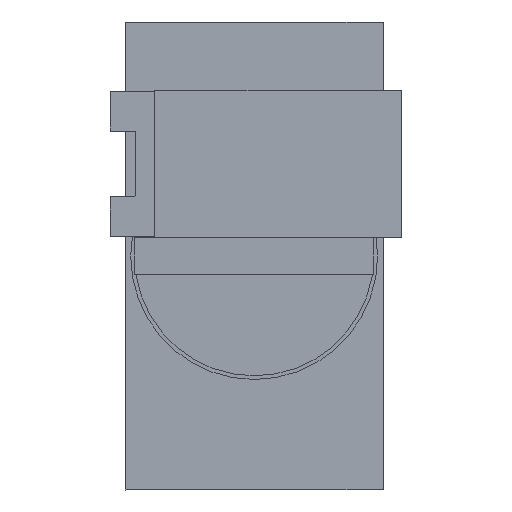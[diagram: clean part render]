
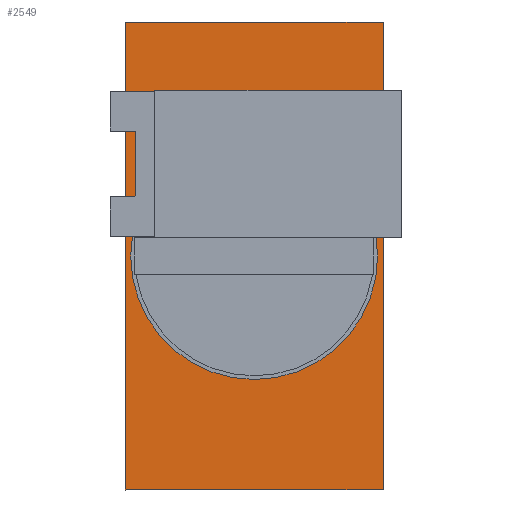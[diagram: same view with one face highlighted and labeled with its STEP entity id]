
A CAD part, left-side view. The second image highlights one B-rep face of the part: STEP entity #2549.
In plain terms, the highlighted face is planar.
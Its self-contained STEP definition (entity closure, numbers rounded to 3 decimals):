
#2102 = VERTEX_POINT('',#2103);
#2103 = CARTESIAN_POINT('',(63.5,40.,
    35.));
#2112 = PLANE('',#2113);
#2113 = AXIS2_PLACEMENT_3D('',#2114,#2115,#2116);
#2114 = CARTESIAN_POINT('',(63.5,11.75,-32.));
#2115 = DIRECTION('',(1.,0.,0.));
#2116 = DIRECTION('',(-0.,1.,0.));
#2124 = PLANE('',#2125);
#2125 = AXIS2_PLACEMENT_3D('',#2126,#2127,#2128);
#2126 = CARTESIAN_POINT('',(52.,40.,35.));
#2127 = DIRECTION('',(0.,0.,-1.));
#2128 = DIRECTION('',(0.,-1.,0.));
#2165 = VERTEX_POINT('',#2166);
#2166 = CARTESIAN_POINT('',(63.5,40.,-35.));
#2180 = PLANE('',#2181);
#2181 = AXIS2_PLACEMENT_3D('',#2182,#2183,#2184);
#2182 = CARTESIAN_POINT('',(52.,0.,-35.));
#2183 = DIRECTION('',(0.,0.,1.));
#2184 = DIRECTION('',(1.,0.,-0.));
#2192 = EDGE_CURVE('',#2165,#2102,#2193,.T.);
#2193 = SURFACE_CURVE('',#2194,(#2198,#2205),.PCURVE_S1.);
#2194 = LINE('',#2195,#2196);
#2195 = CARTESIAN_POINT('',(63.5,40.,-35.));
#2196 = VECTOR('',#2197,1.);
#2197 = DIRECTION('',(0.,0.,1.));
#2198 = PCURVE('',#2112,#2199);
#2199 = DEFINITIONAL_REPRESENTATION('',(#2200),#2204);
#2200 = LINE('',#2201,#2202);
#2201 = CARTESIAN_POINT('',(28.25,-3.));
#2202 = VECTOR('',#2203,1.);
#2203 = DIRECTION('',(0.,1.));
#2204 = ( GEOMETRIC_REPRESENTATION_CONTEXT(2) 
PARAMETRIC_REPRESENTATION_CONTEXT() REPRESENTATION_CONTEXT('2D SPACE',''
  ) );
#2205 = PCURVE('',#2206,#2211);
#2206 = PLANE('',#2207);
#2207 = AXIS2_PLACEMENT_3D('',#2208,#2209,#2210);
#2208 = CARTESIAN_POINT('',(52.,40.,-35.));
#2209 = DIRECTION('',(0.,-1.,0.));
#2210 = DIRECTION('',(0.,0.,-1.));
#2211 = DEFINITIONAL_REPRESENTATION('',(#2212),#2216);
#2212 = LINE('',#2213,#2214);
#2213 = CARTESIAN_POINT('',(0.,11.5));
#2214 = VECTOR('',#2215,1.);
#2215 = DIRECTION('',(-1.,0.));
#2216 = ( GEOMETRIC_REPRESENTATION_CONTEXT(2) 
PARAMETRIC_REPRESENTATION_CONTEXT() REPRESENTATION_CONTEXT('2D SPACE',''
  ) );
#2221 = EDGE_CURVE('',#2222,#2102,#2224,.T.);
#2222 = VERTEX_POINT('',#2223);
#2223 = CARTESIAN_POINT('',(-63.5,40.,
    35.));
#2224 = SURFACE_CURVE('',#2225,(#2229,#2236),.PCURVE_S1.);
#2225 = LINE('',#2226,#2227);
#2226 = CARTESIAN_POINT('',(52.,40.,35.));
#2227 = VECTOR('',#2228,1.);
#2228 = DIRECTION('',(1.,0.,0.));
#2229 = PCURVE('',#2124,#2230);
#2230 = DEFINITIONAL_REPRESENTATION('',(#2231),#2235);
#2231 = LINE('',#2232,#2233);
#2232 = CARTESIAN_POINT('',(0.,-0.));
#2233 = VECTOR('',#2234,1.);
#2234 = DIRECTION('',(0.,-1.));
#2235 = ( GEOMETRIC_REPRESENTATION_CONTEXT(2) 
PARAMETRIC_REPRESENTATION_CONTEXT() REPRESENTATION_CONTEXT('2D SPACE',''
  ) );
#2236 = PCURVE('',#2206,#2237);
#2237 = DEFINITIONAL_REPRESENTATION('',(#2238),#2242);
#2238 = LINE('',#2239,#2240);
#2239 = CARTESIAN_POINT('',(-70.,0.));
#2240 = VECTOR('',#2241,1.);
#2241 = DIRECTION('',(0.,1.));
#2242 = ( GEOMETRIC_REPRESENTATION_CONTEXT(2) 
PARAMETRIC_REPRESENTATION_CONTEXT() REPRESENTATION_CONTEXT('2D SPACE',''
  ) );
#2260 = PLANE('',#2261);
#2261 = AXIS2_PLACEMENT_3D('',#2262,#2263,#2264);
#2262 = CARTESIAN_POINT('',(-63.5,11.75,-32.));
#2263 = DIRECTION('',(1.,0.,0.));
#2264 = DIRECTION('',(-0.,1.,0.));
#2343 = TOROIDAL_SURFACE('',#2344,33.3,0.2);
#2344 = AXIS2_PLACEMENT_3D('',#2345,#2346,#2347);
#2345 = CARTESIAN_POINT('',(0.,40.2,0.));
#2346 = DIRECTION('',(0.,-1.,0.));
#2347 = DIRECTION('',(0.,0.,-1.));
#2481 = VERTEX_POINT('',#2482);
#2482 = CARTESIAN_POINT('',(-63.5,40.,-35.));
#2503 = EDGE_CURVE('',#2481,#2165,#2504,.T.);
#2504 = SURFACE_CURVE('',#2505,(#2509,#2516),.PCURVE_S1.);
#2505 = LINE('',#2506,#2507);
#2506 = CARTESIAN_POINT('',(52.,40.,-35.));
#2507 = VECTOR('',#2508,1.);
#2508 = DIRECTION('',(1.,0.,0.));
#2509 = PCURVE('',#2180,#2510);
#2510 = DEFINITIONAL_REPRESENTATION('',(#2511),#2515);
#2511 = LINE('',#2512,#2513);
#2512 = CARTESIAN_POINT('',(0.,40.));
#2513 = VECTOR('',#2514,1.);
#2514 = DIRECTION('',(1.,0.));
#2515 = ( GEOMETRIC_REPRESENTATION_CONTEXT(2) 
PARAMETRIC_REPRESENTATION_CONTEXT() REPRESENTATION_CONTEXT('2D SPACE',''
  ) );
#2516 = PCURVE('',#2206,#2517);
#2517 = DEFINITIONAL_REPRESENTATION('',(#2518),#2522);
#2518 = LINE('',#2519,#2520);
#2519 = CARTESIAN_POINT('',(0.,0.));
#2520 = VECTOR('',#2521,1.);
#2521 = DIRECTION('',(0.,1.));
#2522 = ( GEOMETRIC_REPRESENTATION_CONTEXT(2) 
PARAMETRIC_REPRESENTATION_CONTEXT() REPRESENTATION_CONTEXT('2D SPACE',''
  ) );
#2549 = ADVANCED_FACE('',(#2550,#2576),#2206,.F.);
#2550 = FACE_BOUND('',#2551,.T.);
#2551 = EDGE_LOOP('',(#2552,#2553,#2554,#2555));
#2552 = ORIENTED_EDGE('',*,*,#2221,.T.);
#2553 = ORIENTED_EDGE('',*,*,#2192,.F.);
#2554 = ORIENTED_EDGE('',*,*,#2503,.F.);
#2555 = ORIENTED_EDGE('',*,*,#2556,.T.);
#2556 = EDGE_CURVE('',#2481,#2222,#2557,.T.);
#2557 = SURFACE_CURVE('',#2558,(#2562,#2569),.PCURVE_S1.);
#2558 = LINE('',#2559,#2560);
#2559 = CARTESIAN_POINT('',(-63.5,40.,-35.));
#2560 = VECTOR('',#2561,1.);
#2561 = DIRECTION('',(0.,0.,1.));
#2562 = PCURVE('',#2206,#2563);
#2563 = DEFINITIONAL_REPRESENTATION('',(#2564),#2568);
#2564 = LINE('',#2565,#2566);
#2565 = CARTESIAN_POINT('',(0.,-115.5));
#2566 = VECTOR('',#2567,1.);
#2567 = DIRECTION('',(-1.,0.));
#2568 = ( GEOMETRIC_REPRESENTATION_CONTEXT(2) 
PARAMETRIC_REPRESENTATION_CONTEXT() REPRESENTATION_CONTEXT('2D SPACE',''
  ) );
#2569 = PCURVE('',#2260,#2570);
#2570 = DEFINITIONAL_REPRESENTATION('',(#2571),#2575);
#2571 = LINE('',#2572,#2573);
#2572 = CARTESIAN_POINT('',(28.25,-3.));
#2573 = VECTOR('',#2574,1.);
#2574 = DIRECTION('',(0.,1.));
#2575 = ( GEOMETRIC_REPRESENTATION_CONTEXT(2) 
PARAMETRIC_REPRESENTATION_CONTEXT() REPRESENTATION_CONTEXT('2D SPACE',''
  ) );
#2576 = FACE_BOUND('',#2577,.T.);
#2577 = EDGE_LOOP('',(#2578,#2630));
#2578 = ORIENTED_EDGE('',*,*,#2579,.F.);
#2579 = EDGE_CURVE('',#2580,#2582,#2584,.T.);
#2580 = VERTEX_POINT('',#2581);
#2581 = CARTESIAN_POINT('',(0.,40.,33.3));
#2582 = VERTEX_POINT('',#2583);
#2583 = CARTESIAN_POINT('',(0.,40.,-33.3));
#2584 = SURFACE_CURVE('',#2585,(#2590,#2601),.PCURVE_S1.);
#2585 = CIRCLE('',#2586,33.3);
#2586 = AXIS2_PLACEMENT_3D('',#2587,#2588,#2589);
#2587 = CARTESIAN_POINT('',(0.,40.,0.));
#2588 = DIRECTION('',(0.,1.,0.));
#2589 = DIRECTION('',(0.,-0.,1.));
#2590 = PCURVE('',#2206,#2591);
#2591 = DEFINITIONAL_REPRESENTATION('',(#2592),#2600);
#2592 = ( BOUNDED_CURVE() B_SPLINE_CURVE(2,(#2593,#2594,#2595,#2596,
#2597,#2598,#2599),.UNSPECIFIED.,.T.,.F.) B_SPLINE_CURVE_WITH_KNOTS((1,2
    ,2,2,2,1),(-2.094,0.,2.094,4.189,
6.283,8.378),.UNSPECIFIED.) CURVE() 
GEOMETRIC_REPRESENTATION_ITEM() RATIONAL_B_SPLINE_CURVE((1.,0.5,1.,0.5,
1.,0.5,1.)) REPRESENTATION_ITEM('') );
#2593 = CARTESIAN_POINT('',(-68.3,-52.));
#2594 = CARTESIAN_POINT('',(-68.3,5.677));
#2595 = CARTESIAN_POINT('',(-18.35,-23.161));
#2596 = CARTESIAN_POINT('',(31.6,-52.));
#2597 = CARTESIAN_POINT('',(-18.35,-80.839));
#2598 = CARTESIAN_POINT('',(-68.3,-109.677));
#2599 = CARTESIAN_POINT('',(-68.3,-52.));
#2600 = ( GEOMETRIC_REPRESENTATION_CONTEXT(2) 
PARAMETRIC_REPRESENTATION_CONTEXT() REPRESENTATION_CONTEXT('2D SPACE',''
  ) );
#2601 = PCURVE('',#2343,#2602);
#2602 = DEFINITIONAL_REPRESENTATION('',(#2603),#2629);
#2603 = B_SPLINE_CURVE_WITH_KNOTS('',3,(#2604,#2605,#2606,#2607,#2608,
    #2609,#2610,#2611,#2612,#2613,#2614,#2615,#2616,#2617,#2618,#2619,
    #2620,#2621,#2622,#2623,#2624,#2625,#2626,#2627,#2628),
  .UNSPECIFIED.,.F.,.F.,(4,1,1,1,1,1,1,1,1,1,1,1,1,1,1,1,1,1,1,1,1,1,4),
  (0.,0.286,0.571,0.857,1.142,
    1.428,1.714,1.999,2.285,
    2.57,2.856,3.142,3.427,
    3.713,3.998,4.284,4.57,
    4.855,5.141,5.426,5.712,
    5.998,6.283),.UNSPECIFIED.);
#2604 = CARTESIAN_POINT('',(3.142,1.571));
#2605 = CARTESIAN_POINT('',(3.046,1.571));
#2606 = CARTESIAN_POINT('',(2.856,1.571));
#2607 = CARTESIAN_POINT('',(2.57,1.571));
#2608 = CARTESIAN_POINT('',(2.285,1.571));
#2609 = CARTESIAN_POINT('',(1.999,1.571));
#2610 = CARTESIAN_POINT('',(1.714,1.571));
#2611 = CARTESIAN_POINT('',(1.428,1.571));
#2612 = CARTESIAN_POINT('',(1.142,1.571));
#2613 = CARTESIAN_POINT('',(0.857,1.571));
#2614 = CARTESIAN_POINT('',(0.571,1.571));
#2615 = CARTESIAN_POINT('',(0.286,1.571));
#2616 = CARTESIAN_POINT('',(0.,1.571));
#2617 = CARTESIAN_POINT('',(-0.286,1.571));
#2618 = CARTESIAN_POINT('',(-0.571,1.571));
#2619 = CARTESIAN_POINT('',(-0.857,1.571));
#2620 = CARTESIAN_POINT('',(-1.142,1.571));
#2621 = CARTESIAN_POINT('',(-1.428,1.571));
#2622 = CARTESIAN_POINT('',(-1.714,1.571));
#2623 = CARTESIAN_POINT('',(-1.999,1.571));
#2624 = CARTESIAN_POINT('',(-2.285,1.571));
#2625 = CARTESIAN_POINT('',(-2.57,1.571));
#2626 = CARTESIAN_POINT('',(-2.856,1.571));
#2627 = CARTESIAN_POINT('',(-3.046,1.571));
#2628 = CARTESIAN_POINT('',(-3.142,1.571));
#2629 = ( GEOMETRIC_REPRESENTATION_CONTEXT(2) 
PARAMETRIC_REPRESENTATION_CONTEXT() REPRESENTATION_CONTEXT('2D SPACE',''
  ) );
#2630 = ORIENTED_EDGE('',*,*,#2631,.F.);
#2631 = EDGE_CURVE('',#2582,#2580,#2632,.T.);
#2632 = SURFACE_CURVE('',#2633,(#2638,#2649),.PCURVE_S1.);
#2633 = CIRCLE('',#2634,33.3);
#2634 = AXIS2_PLACEMENT_3D('',#2635,#2636,#2637);
#2635 = CARTESIAN_POINT('',(0.,40.,0.));
#2636 = DIRECTION('',(0.,1.,0.));
#2637 = DIRECTION('',(0.,-0.,1.));
#2638 = PCURVE('',#2206,#2639);
#2639 = DEFINITIONAL_REPRESENTATION('',(#2640),#2648);
#2640 = ( BOUNDED_CURVE() B_SPLINE_CURVE(2,(#2641,#2642,#2643,#2644,
#2645,#2646,#2647),.UNSPECIFIED.,.T.,.F.) B_SPLINE_CURVE_WITH_KNOTS((1,2
    ,2,2,2,1),(-2.094,0.,2.094,4.189,
6.283,8.378),.UNSPECIFIED.) CURVE() 
GEOMETRIC_REPRESENTATION_ITEM() RATIONAL_B_SPLINE_CURVE((1.,0.5,1.,0.5,
1.,0.5,1.)) REPRESENTATION_ITEM('') );
#2641 = CARTESIAN_POINT('',(-68.3,-52.));
#2642 = CARTESIAN_POINT('',(-68.3,5.677));
#2643 = CARTESIAN_POINT('',(-18.35,-23.161));
#2644 = CARTESIAN_POINT('',(31.6,-52.));
#2645 = CARTESIAN_POINT('',(-18.35,-80.839));
#2646 = CARTESIAN_POINT('',(-68.3,-109.677));
#2647 = CARTESIAN_POINT('',(-68.3,-52.));
#2648 = ( GEOMETRIC_REPRESENTATION_CONTEXT(2) 
PARAMETRIC_REPRESENTATION_CONTEXT() REPRESENTATION_CONTEXT('2D SPACE',''
  ) );
#2649 = PCURVE('',#2343,#2650);
#2650 = DEFINITIONAL_REPRESENTATION('',(#2651),#2655);
#2651 = LINE('',#2652,#2653);
#2652 = CARTESIAN_POINT('',(9.425,1.571));
#2653 = VECTOR('',#2654,1.);
#2654 = DIRECTION('',(-1.,0.));
#2655 = ( GEOMETRIC_REPRESENTATION_CONTEXT(2) 
PARAMETRIC_REPRESENTATION_CONTEXT() REPRESENTATION_CONTEXT('2D SPACE',''
  ) );
